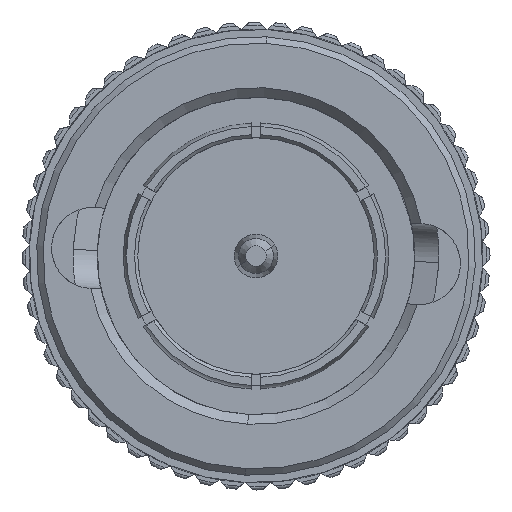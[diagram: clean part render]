
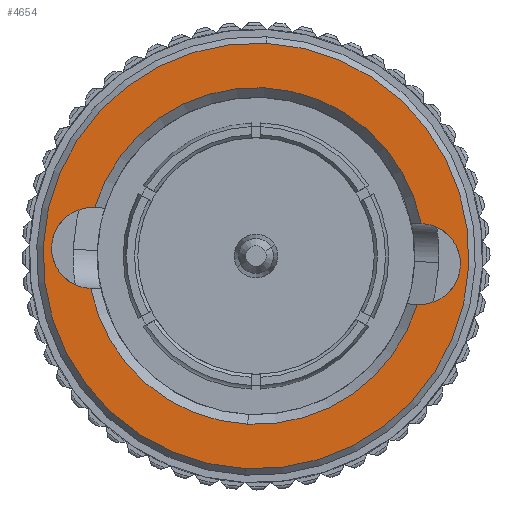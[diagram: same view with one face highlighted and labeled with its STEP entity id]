
A CAD part, left-side view. The second image highlights one B-rep face of the part: STEP entity #4654.
In plain terms, the highlighted planar face has unit normal (-1, 0, 0).
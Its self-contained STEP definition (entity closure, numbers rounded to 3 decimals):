
#22 = AXIS2_PLACEMENT_3D ( 'NONE', #15582, #15213, #18231 ) ;
#64 = ORIENTED_EDGE ( 'NONE', *, *, #16726, .T. ) ;
#325 = EDGE_CURVE ( 'NONE', #10256, #1372, #6744, .T. ) ;
#614 = AXIS2_PLACEMENT_3D ( 'NONE', #15850, #1646, #13057 ) ;
#817 = CARTESIAN_POINT ( 'NONE',  ( -6.64, -4.655, 1.025 ) ) ;
#1044 = DIRECTION ( 'NONE',  ( 0., -0.999, -0.049 ) ) ;
#1312 = ORIENTED_EDGE ( 'NONE', *, *, #325, .F. ) ;
#1372 = VERTEX_POINT ( 'NONE', #15798 ) ;
#1646 = DIRECTION ( 'NONE',  ( -1., 0., 0. ) ) ;
#1748 = DIRECTION ( 'NONE',  ( 0., 0.049, -0.999 ) ) ;
#1809 = CIRCLE ( 'NONE', #614, 6.575 ) ;
#1822 = AXIS2_PLACEMENT_3D ( 'NONE', #2069, #4497, #7386 ) ;
#1918 = CARTESIAN_POINT ( 'NONE',  ( -6.64, 5.003, 1.494 ) ) ;
#1972 = DIRECTION ( 'NONE',  ( 0., 0.049, -0.999 ) ) ;
#2069 = CARTESIAN_POINT ( 'NONE',  ( -6.64, 0., 0. ) ) ;
#2192 = AXIS2_PLACEMENT_3D ( 'NONE', #5868, #10351, #10258 ) ;
#2275 = EDGE_CURVE ( 'NONE', #5110, #3865, #17119, .T. ) ;
#2402 = EDGE_CURVE ( 'NONE', #11406, #9323, #4930, .T. ) ;
#3100 = ORIENTED_EDGE ( 'NONE', *, *, #15465, .F. ) ;
#3248 = VERTEX_POINT ( 'NONE', #12445 ) ;
#3345 = DIRECTION ( 'NONE',  ( -1., 0., 0. ) ) ;
#3561 = CARTESIAN_POINT ( 'NONE',  ( -6.64, -4.534, -1.472 ) ) ;
#3592 = DIRECTION ( 'NONE',  ( 0., 0.999, 0.049 ) ) ;
#3617 = EDGE_CURVE ( 'NONE', #10256, #3248, #13466, .T. ) ;
#3677 = VECTOR ( 'NONE', #9221, 1000. ) ;
#3865 = VERTEX_POINT ( 'NONE', #8567 ) ;
#3876 = EDGE_CURVE ( 'NONE', #7306, #15891, #1809, .T. ) ;
#3947 = DIRECTION ( 'NONE',  ( -1., 0., 0. ) ) ;
#4497 = DIRECTION ( 'NONE',  ( 1., 0., 0. ) ) ;
#4654 = ADVANCED_FACE ( 'NONE', ( #14568, #11329 ), #7553, .T. ) ;
#4864 = CIRCLE ( 'NONE', #13547, 5.2 ) ;
#4930 = LINE ( 'NONE', #817, #3677 ) ;
#5106 = AXIS2_PLACEMENT_3D ( 'NONE', #16157, #3345, #1748 ) ;
#5110 = VERTEX_POINT ( 'NONE', #15112 ) ;
#5250 = CARTESIAN_POINT ( 'NONE',  ( -6.64, -5.064, -0.246 ) ) ;
#5310 = EDGE_CURVE ( 'NONE', #3248, #8819, #4864, .T. ) ;
#5836 = VECTOR ( 'NONE', #3592, 1000. ) ;
#5868 = CARTESIAN_POINT ( 'NONE',  ( -6.64, 5.064, 0.246 ) ) ;
#6423 = EDGE_CURVE ( 'NONE', #3865, #8819, #17640, .T. ) ;
#6481 = EDGE_LOOP ( 'NONE', ( #8452, #3100, #1312, #9940, #9031, #16484, #14752, #10083, #64 ) ) ;
#6651 = CARTESIAN_POINT ( 'NONE',  ( -6.64, 0., 0. ) ) ;
#6744 = LINE ( 'NONE', #3561, #8940 ) ;
#6771 = CARTESIAN_POINT ( 'NONE',  ( -6.64, -5.125, 1.003 ) ) ;
#6940 = ORIENTED_EDGE ( 'NONE', *, *, #3876, .T. ) ;
#7065 = AXIS2_PLACEMENT_3D ( 'NONE', #12075, #13576, #1972 ) ;
#7306 = VERTEX_POINT ( 'NONE', #8586 ) ;
#7386 = DIRECTION ( 'NONE',  ( 0., 0.049, -0.999 ) ) ;
#7553 = PLANE ( 'NONE',  #5106 ) ;
#7777 = DIRECTION ( 'NONE',  ( 0., 0.049, -0.999 ) ) ;
#7822 = EDGE_LOOP ( 'NONE', ( #6940, #7945 ) ) ;
#7945 = ORIENTED_EDGE ( 'NONE', *, *, #8053, .T. ) ;
#8053 = EDGE_CURVE ( 'NONE', #15891, #7306, #13329, .T. ) ;
#8452 = ORIENTED_EDGE ( 'NONE', *, *, #2402, .F. ) ;
#8486 = CIRCLE ( 'NONE', #13585, 1.25 ) ;
#8567 = CARTESIAN_POINT ( 'NONE',  ( -6.64, 5.125, -1.003 ) ) ;
#8586 = CARTESIAN_POINT ( 'NONE',  ( -6.64, -0.319, 6.567 ) ) ;
#8819 = VERTEX_POINT ( 'NONE', #14168 ) ;
#8940 = VECTOR ( 'NONE', #1044, 1000. ) ;
#9031 = ORIENTED_EDGE ( 'NONE', *, *, #5310, .T. ) ;
#9221 = DIRECTION ( 'NONE',  ( 0., 0.999, 0.049 ) ) ;
#9323 = VERTEX_POINT ( 'NONE', #16591 ) ;
#9940 = ORIENTED_EDGE ( 'NONE', *, *, #3617, .T. ) ;
#10083 = ORIENTED_EDGE ( 'NONE', *, *, #15050, .F. ) ;
#10256 = VERTEX_POINT ( 'NONE', #16987 ) ;
#10258 = DIRECTION ( 'NONE',  ( 0., 0.049, -0.999 ) ) ;
#10351 = DIRECTION ( 'NONE',  ( -1., 0., 0. ) ) ;
#10810 = CARTESIAN_POINT ( 'NONE',  ( -6.64, 5.125, -1.003 ) ) ;
#11329 = FACE_BOUND ( 'NONE', #6481, .T. ) ;
#11406 = VERTEX_POINT ( 'NONE', #6771 ) ;
#11567 = CARTESIAN_POINT ( 'NONE',  ( -6.64, 0.319, -6.567 ) ) ;
#12075 = CARTESIAN_POINT ( 'NONE',  ( -6.64, 0., 0. ) ) ;
#12204 = DIRECTION ( 'NONE',  ( 0., -0.999, -0.049 ) ) ;
#12445 = CARTESIAN_POINT ( 'NONE',  ( -6.64, 0.252, -5.194 ) ) ;
#13057 = DIRECTION ( 'NONE',  ( 0., 0.049, -0.999 ) ) ;
#13329 = CIRCLE ( 'NONE', #7065, 6.575 ) ;
#13403 = VECTOR ( 'NONE', #12204, 1000. ) ;
#13466 = CIRCLE ( 'NONE', #22, 5.2 ) ;
#13547 = AXIS2_PLACEMENT_3D ( 'NONE', #6651, #16394, #7777 ) ;
#13576 = DIRECTION ( 'NONE',  ( -1., 0., 0. ) ) ;
#13585 = AXIS2_PLACEMENT_3D ( 'NONE', #5250, #3947, #16582 ) ;
#14168 = CARTESIAN_POINT ( 'NONE',  ( -6.64, 5.102, -1.004 ) ) ;
#14568 = FACE_OUTER_BOUND ( 'NONE', #7822, .T. ) ;
#14731 = LINE ( 'NONE', #1918, #5836 ) ;
#14752 = ORIENTED_EDGE ( 'NONE', *, *, #2275, .F. ) ;
#14952 = CARTESIAN_POINT ( 'NONE',  ( -6.64, 4.981, 1.493 ) ) ;
#15050 = EDGE_CURVE ( 'NONE', #15671, #5110, #14731, .T. ) ;
#15112 = CARTESIAN_POINT ( 'NONE',  ( -6.64, 5.003, 1.494 ) ) ;
#15213 = DIRECTION ( 'NONE',  ( 1., 0., 0. ) ) ;
#15268 = CIRCLE ( 'NONE', #1822, 5.2 ) ;
#15465 = EDGE_CURVE ( 'NONE', #1372, #11406, #8486, .T. ) ;
#15582 = CARTESIAN_POINT ( 'NONE',  ( -6.64, 0., 0. ) ) ;
#15671 = VERTEX_POINT ( 'NONE', #14952 ) ;
#15798 = CARTESIAN_POINT ( 'NONE',  ( -6.64, -5.003, -1.494 ) ) ;
#15850 = CARTESIAN_POINT ( 'NONE',  ( -6.64, 0., 0. ) ) ;
#15891 = VERTEX_POINT ( 'NONE', #11567 ) ;
#16157 = CARTESIAN_POINT ( 'NONE',  ( -6.64, -4.894, -0.238 ) ) ;
#16394 = DIRECTION ( 'NONE',  ( 1., 0., 0. ) ) ;
#16484 = ORIENTED_EDGE ( 'NONE', *, *, #6423, .F. ) ;
#16582 = DIRECTION ( 'NONE',  ( 0., -0.049, 0.999 ) ) ;
#16591 = CARTESIAN_POINT ( 'NONE',  ( -6.64, -5.102, 1.004 ) ) ;
#16726 = EDGE_CURVE ( 'NONE', #15671, #9323, #15268, .T. ) ;
#16987 = CARTESIAN_POINT ( 'NONE',  ( -6.64, -4.981, -1.493 ) ) ;
#17119 = CIRCLE ( 'NONE', #2192, 1.25 ) ;
#17640 = LINE ( 'NONE', #10810, #13403 ) ;
#18231 = DIRECTION ( 'NONE',  ( 0., 0.049, -0.999 ) ) ;
